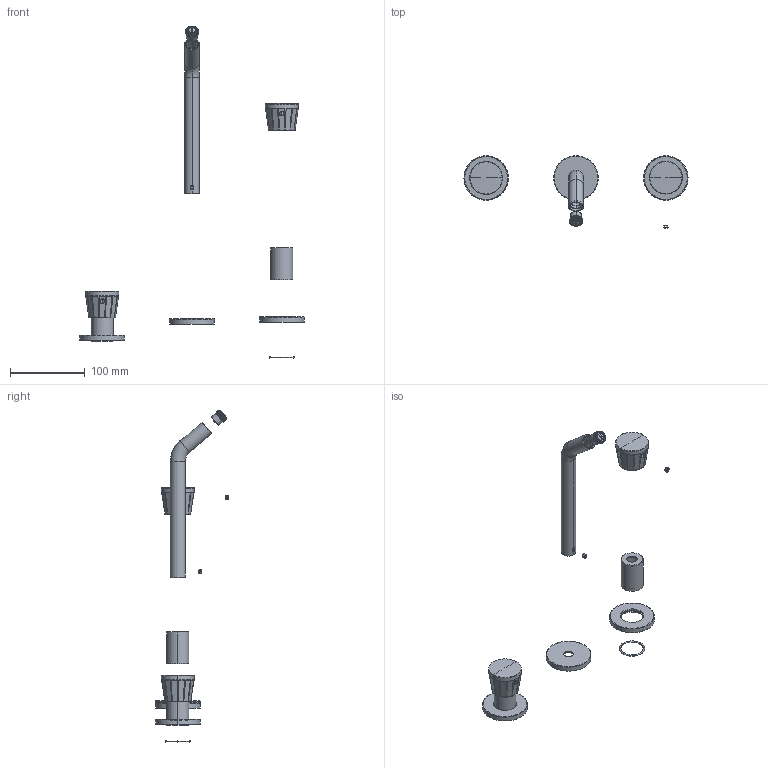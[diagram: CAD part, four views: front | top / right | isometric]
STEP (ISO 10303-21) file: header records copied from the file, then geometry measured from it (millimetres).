
FILE_DESCRIPTION((''),'2;1');
FILE_NAME('OIELEL064RO_ASM','2025-10-16T14:41:41',('Administrator'),(''),'CREO PARAMETRIC BY PTC INC, 2024493','CREO PARAMETRIC BY PTC INC, 2024493','');
FILE_SCHEMA(('CONFIG_CONTROL_DESIGN','SHAPE_APPEARANCE_LAYERS_GROUPS'));
Length unit declared in the file: millimetre
Products named in the file (10): OIBR00632; OIBR00950; OIBR00633; OIBR00689; OICT00088; OIOR00043; OIAR00046; OIAQ00013; OIVT00003; OIELEL064RO_ASM
Assembly tree (14 placements, depth 2):
  OIELEL064RO_ASM
    OIBR00632  x2
    OIBR00950  x2
    OIBR00633  x2
    OIBR00689
    OICT00088
    OIOR00043  x2
    OIAR00046
    OIAQ00013  x2
    OIVT00003
Bounding box: 299.5 x 97.42 x 443.46 mm (x, y, z)
Volume: 104741.4 mm3; surface area: 91349.1 mm2
Topology: 15 solids, 21 shells, 1233 faces, 3303 edges, 2108 vertices
Faces by surface type: plane 725, cylinder 209, cone 138, torus 115, bspline 32, sphere 14
Entity records: 44857 total; most frequent: CARTESIAN_POINT 13207, ORIENTED_EDGE 5406, DIRECTION 4596, EDGE_CURVE 2711, VERTEX_POINT 1753, AXIS2_PLACEMENT_3D 1698, PRESENTATION_STYLE_ASSIGNMENT 1462, STYLED_ITEM 1462
